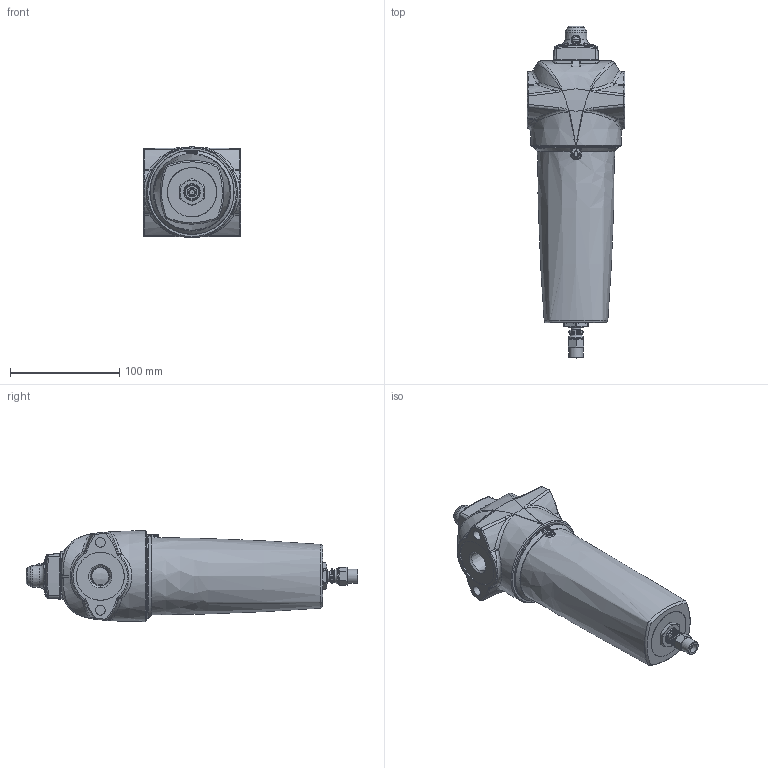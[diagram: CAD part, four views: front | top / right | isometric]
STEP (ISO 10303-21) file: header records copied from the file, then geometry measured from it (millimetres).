
FILE_DESCRIPTION(/* description */ (''),/* implementation_level */ '2;1');
FILE_NAME(/* name */ 'AAP020CGFI.stp',/* time_stamp */ '2017-05-23T19:42:33+05:00',/* author */ ('SS00480869'),/* organization */ (''),/* preprocessor_version */ 'ST-DEVELOPER v16.1',/* originating_system */ 'Autodesk Inventor 2016',/* authorisation */ '');
FILE_SCHEMA (('AUTOMOTIVE_DESIGN { 1 0 10303 214 3 1 1 }'));
Length unit declared in the file: inch
Products named in the file (1): AAP020CGFI
Bounding box: 89 x 303.3 x 83.5 mm (x, y, z)
Volume: 978483.1 mm3; surface area: 115897.5 mm2
Topology: 1 solids, 17 shells, 1615 faces, 4004 edges, 2407 vertices
Faces by surface type: bspline 510, plane 371, cone 261, cylinder 228, torus 212, sphere 33
Full cylindrical faces by diameter (mm): 2 x4, 4.134 x6, 5 x5, 5.2 x5, 5.8 x2, 7.8 x1, 7.9 x1, 8 x2, 8.2 x1, 8.5 x1, 8.8 x1, 9 x4, 9.4 x1, 11 x1, 11.5 x1, 13 x1, 14 x2, 44 x2, 77 x1
Entity records: 78588 total; most frequent: CARTESIAN_POINT 42999, ORIENTED_EDGE 7566, DIRECTION 6166, EDGE_CURVE 3783, AXIS2_PLACEMENT_3D 2655, VERTEX_POINT 2368, EDGE_LOOP 1809, STYLED_ITEM 1616
